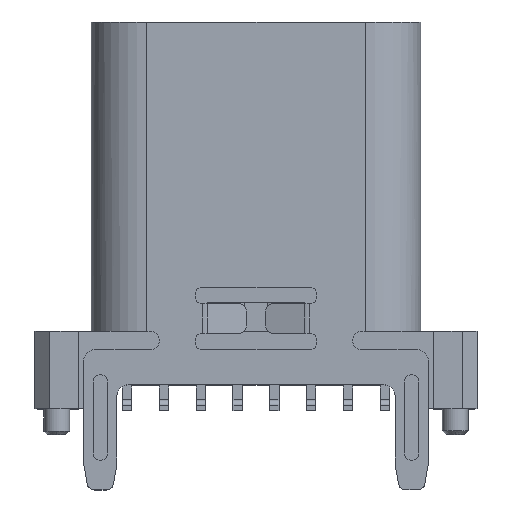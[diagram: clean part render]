
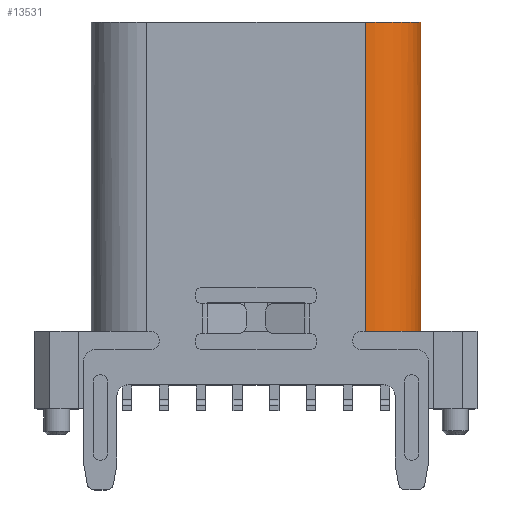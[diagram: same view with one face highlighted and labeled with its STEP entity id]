
A CAD part, top view. The second image highlights one B-rep face of the part: STEP entity #13531.
In plain terms, the highlighted cylindrical face has radius 1.5 mm (diameter 3 mm), a partial arc.
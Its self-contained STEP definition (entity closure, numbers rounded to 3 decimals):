
#890=CARTESIAN_POINT('',(8.433,7.555,-0.531));
#891=DIRECTION('',(0.,-1.,0.));
#892=DIRECTION('',(1.,0.,0.));
#893=AXIS2_PLACEMENT_3D('',#890,#891,#892);
#913=DIRECTION('',(0.,-1.,0.));
#914=VECTOR('',#913,8.4);
#915=CARTESIAN_POINT('',(8.433,15.955,0.969));
#916=LINE('',#915,#914);
#920=DIRECTION('',(0.,1.,0.));
#921=VECTOR('',#920,8.4);
#922=CARTESIAN_POINT('',(9.933,7.555,-0.531));
#923=LINE('',#922,#921);
#1879=CARTESIAN_POINT('',(8.433,15.955,
-0.531));
#1880=DIRECTION('',(0.,1.,0.));
#1881=DIRECTION('',(0.,0.,1.));
#1882=AXIS2_PLACEMENT_3D('',#1879,#1880,#1881);
#3804=CARTESIAN_POINT('',(8.433,7.555,
-0.531));
#3805=DIRECTION('',(0.,-1.,0.));
#3806=DIRECTION('',(0.626,0.,0.78));
#3807=AXIS2_PLACEMENT_3D('',#3804,#3805,#3806);
#11164=CARTESIAN_POINT('',(8.433,15.955,
0.969));
#11165=CARTESIAN_POINT('',(9.933,15.955,
-0.531));
#11166=VERTEX_POINT('',#11164);
#11167=VERTEX_POINT('',#11165);
#11472=CARTESIAN_POINT('',(9.933,7.555,
-0.531));
#11473=VERTEX_POINT('',#11472);
#11521=CARTESIAN_POINT('',(8.433,7.555,
0.969));
#11522=VERTEX_POINT('',#11521);
#11593=CARTESIAN_POINT('',(9.372,7.555,
0.639));
#11595=VERTEX_POINT('',#11593);
#13515=CARTESIAN_POINT('',(8.433,22.555,
-0.531));
#13516=DIRECTION('',(0.,-1.,0.));
#13517=DIRECTION('',(0.,0.,-1.));
#13518=AXIS2_PLACEMENT_3D('',#13515,#13516,#13517);
#13519=CYLINDRICAL_SURFACE('',#13518,1.5);
#13521=ORIENTED_EDGE('',*,*,#13520,.F.);
#13523=ORIENTED_EDGE('',*,*,#13522,.T.);
#13525=ORIENTED_EDGE('',*,*,#13524,.F.);
#13526=ORIENTED_EDGE('',*,*,#13506,.T.);
#13528=ORIENTED_EDGE('',*,*,#13527,.T.);
#13529=EDGE_LOOP('',(#13521,#13523,#13525,#13526,#13528));
#13530=FACE_OUTER_BOUND('',#13529,.F.);
#894=CIRCLE('',#893,1.5);
#1883=CIRCLE('',#1882,1.5);
#3808=CIRCLE('',#3807,1.5);
#13506=EDGE_CURVE('',#11473,#11595,#894,.T.);
#13520=EDGE_CURVE('',#11166,#11522,#916,.T.);
#13522=EDGE_CURVE('',#11166,#11167,#1883,.T.);
#13524=EDGE_CURVE('',#11473,#11167,#923,.T.);
#13527=EDGE_CURVE('',#11595,#11522,#3808,.T.);
#13531=ADVANCED_FACE('',(#13530),#13519,.T.);
